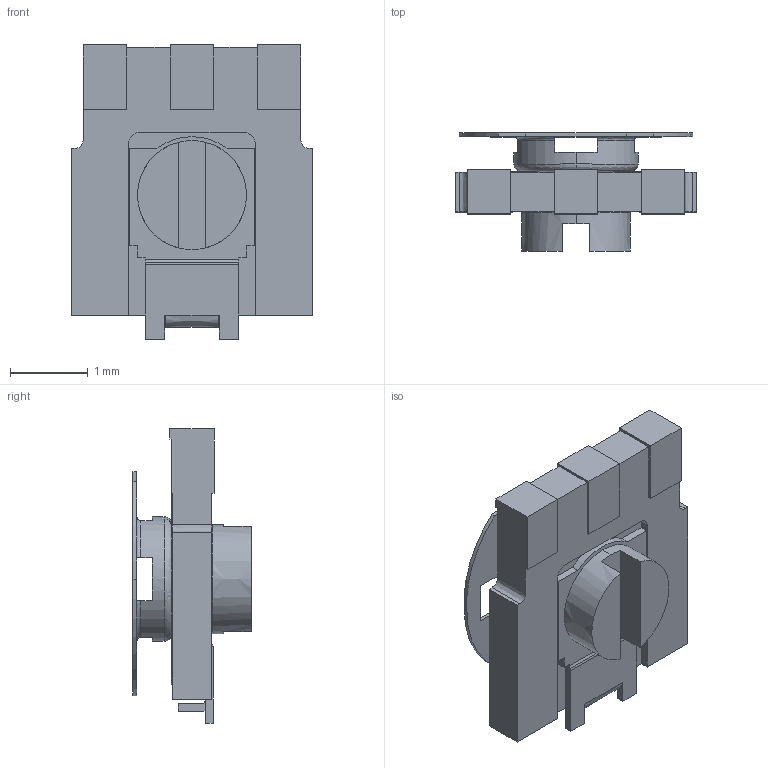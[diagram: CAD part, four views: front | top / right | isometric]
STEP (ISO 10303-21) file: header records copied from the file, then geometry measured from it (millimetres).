
FILE_DESCRIPTION((''),'2;1');
FILE_NAME('3303D003XXX_ASM','2012-03-05T',('minhn'),('Bourns, Inc.'),'PRO/ENGINEER BY PARAMETRIC TECHNOLOGY CORPORATION, 2001200','PRO/ENGINEER BY PARAMETRIC TECHNOLOGY CORPORATION, 2001200','');
FILE_SCHEMA(('AUTOMOTIVE_DESIGN_CC2 { 1 2 10303 214 -1 1 5 2 }'));
Length unit declared in the file: millimetre
Products named in the file (2): 3303_SUBSTRATE1; 3303D003XXX_ASM
Assembly tree (1 placements, depth 2):
  3303D003XXX_ASM
    3303_SUBSTRATE1
Bounding box: 3.1 x 1.52 x 3.78 mm (x, y, z)
Volume: 6.4 mm3; surface area: 58.7 mm2
Topology: 2 solids, 2 shells, 152 faces, 454 edges, 300 vertices
Faces by surface type: bspline 152
Entity records: 5967 total; most frequent: CARTESIAN_POINT 2233, ORIENTED_EDGE 908, DIRECTION 548, EDGE_CURVE 454, VECTOR 334, LINE 334, VERTEX_POINT 300, EDGE_LOOP 158
